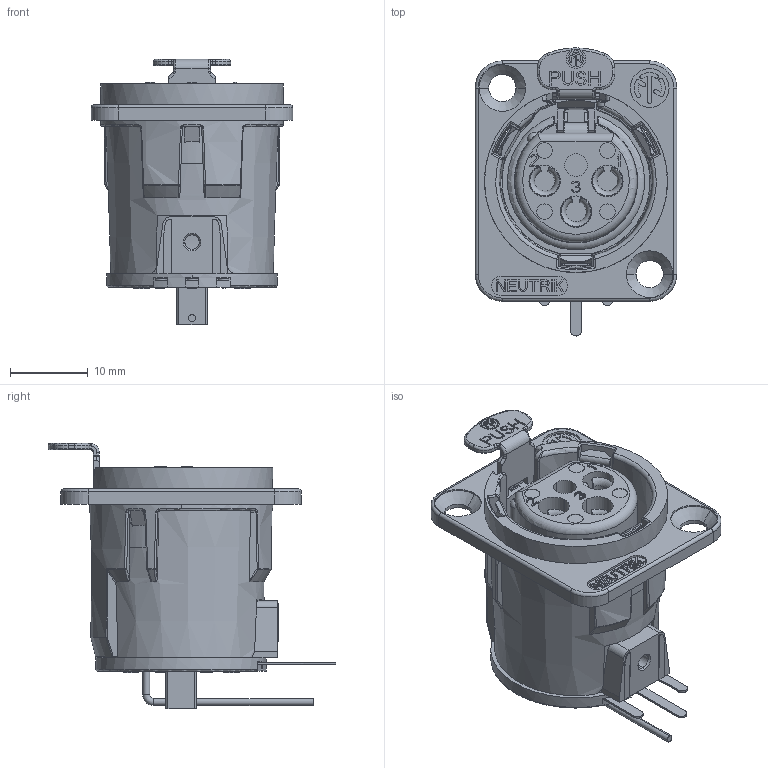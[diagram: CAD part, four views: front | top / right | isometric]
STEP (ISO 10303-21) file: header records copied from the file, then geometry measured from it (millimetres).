
FILE_DESCRIPTION((''),'2;1');
FILE_NAME('30012535','2025-05-16T10:23:19',('lob'),(''),'CREO PARAMETRIC BY PTC INC, 2023424','CREO PARAMETRIC BY PTC INC, 2023424','');
FILE_SCHEMA(('AUTOMOTIVE_DESIGN { 1 0 10303 214 1 1 1 1 }'));
Products named in the file (1): 30012535
Bounding box: 26 x 37.11 x 34.21 mm (x, y, z)
Volume: 9531.2 mm3; surface area: 6046.3 mm2
Topology: 1 solids, 3 shells, 1571 faces, 4150 edges, 2662 vertices
Faces by surface type: plane 1066, cylinder 264, bspline 109, torus 79, sphere 27, cone 26
Entity records: 61370 total; most frequent: CARTESIAN_POINT 14496, ORIENTED_EDGE 8290, DIRECTION 7324, EDGE_CURVE 4145, VECTOR 2968, LINE 2968, VERTEX_POINT 2656, AXIS2_PLACEMENT_3D 2178
